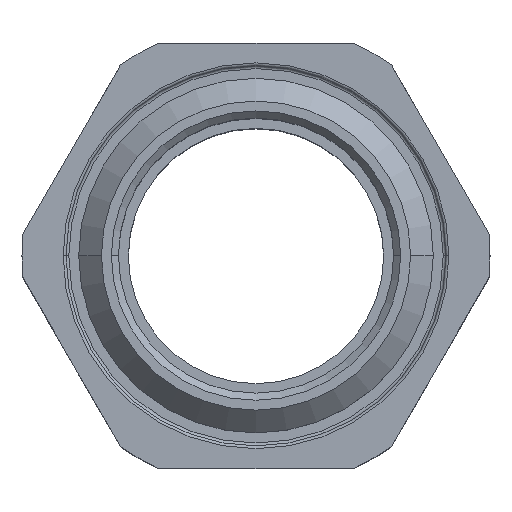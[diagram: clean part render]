
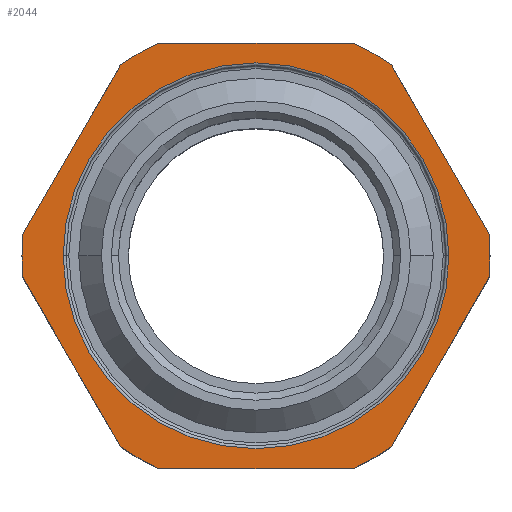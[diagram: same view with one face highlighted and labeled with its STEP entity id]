
A CAD part, top view. The second image highlights one B-rep face of the part: STEP entity #2044.
In plain terms, the highlighted planar face has unit normal (0, 0, 1).
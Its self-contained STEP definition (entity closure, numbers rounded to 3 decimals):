
#9 = DIRECTION ( 'NONE',  ( 1., 0., 0. ) ) ;
#27 = CARTESIAN_POINT ( 'NONE',  ( -16.427, 1.547, 15.7 ) ) ;
#62 = CARTESIAN_POINT ( 'NONE',  ( 8.66, -15., 15.7 ) ) ;
#66 = AXIS2_PLACEMENT_3D ( 'NONE', #2180, #989, #9 ) ;
#67 = VERTEX_POINT ( 'NONE', #27 ) ;
#94 = CARTESIAN_POINT ( 'NONE',  ( 0., 0., 15.7 ) ) ;
#98 = CARTESIAN_POINT ( 'NONE',  ( -16.427, -1.547, 15.7 ) ) ;
#117 = DIRECTION ( 'NONE',  ( 1., 0., 0. ) ) ;
#136 = DIRECTION ( 'NONE',  ( 0., 0., -1. ) ) ;
#140 = CIRCLE ( 'NONE', #2147, 16.5 ) ;
#161 = DIRECTION ( 'NONE',  ( 0., 0., -1. ) ) ;
#236 = ORIENTED_EDGE ( 'NONE', *, *, #362, .T. ) ;
#243 = ORIENTED_EDGE ( 'NONE', *, *, #771, .F. ) ;
#252 = CARTESIAN_POINT ( 'NONE',  ( 0., 0., 15.7 ) ) ;
#256 = CARTESIAN_POINT ( 'NONE',  ( -16.5, 0., 15.7 ) ) ;
#336 = VERTEX_POINT ( 'NONE', #1918 ) ;
#342 = EDGE_CURVE ( 'NONE', #753, #67, #700, .T. ) ;
#362 = EDGE_CURVE ( 'NONE', #1380, #594, #1456, .T. ) ;
#394 = CARTESIAN_POINT ( 'NONE',  ( 0., 0., 15.7 ) ) ;
#397 = CARTESIAN_POINT ( 'NONE',  ( 0., 0., 15.7 ) ) ;
#400 = CARTESIAN_POINT ( 'NONE',  ( 6.874, 15., 15.7 ) ) ;
#404 = CIRCLE ( 'NONE', #1225, 16.5 ) ;
#409 = FACE_BOUND ( 'NONE', #1272, .T. ) ;
#412 = CARTESIAN_POINT ( 'NONE',  ( -8.66, -15., 15.7 ) ) ;
#424 = AXIS2_PLACEMENT_3D ( 'NONE', #394, #1402, #780 ) ;
#427 = CARTESIAN_POINT ( 'NONE',  ( -13.6, 0., 15.7 ) ) ;
#439 = FACE_OUTER_BOUND ( 'NONE', #1761, .T. ) ;
#494 = DIRECTION ( 'NONE',  ( 0., 0., -1. ) ) ;
#502 = VECTOR ( 'NONE', #1690, 1000. ) ;
#522 = CARTESIAN_POINT ( 'NONE',  ( 0., 0., 15.7 ) ) ;
#594 = VERTEX_POINT ( 'NONE', #1029 ) ;
#609 = DIRECTION ( 'NONE',  ( -1., 0., 0. ) ) ;
#621 = AXIS2_PLACEMENT_3D ( 'NONE', #1047, #2050, #2442 ) ;
#648 = CARTESIAN_POINT ( 'NONE',  ( 0., 0., 15.7 ) ) ;
#671 = DIRECTION ( 'NONE',  ( 0., 0., 1. ) ) ;
#674 = DIRECTION ( 'NONE',  ( 1., 0., 0. ) ) ;
#700 = CIRCLE ( 'NONE', #1168, 16.5 ) ;
#713 = ORIENTED_EDGE ( 'NONE', *, *, #1127, .F. ) ;
#746 = DIRECTION ( 'NONE',  ( -0.5, 0.866, 0. ) ) ;
#753 = VERTEX_POINT ( 'NONE', #256 ) ;
#771 = EDGE_CURVE ( 'NONE', #1897, #753, #2055, .T. ) ;
#780 = DIRECTION ( 'NONE',  ( 1., 0., 0. ) ) ;
#831 = EDGE_CURVE ( 'NONE', #1735, #67, #1341, .T. ) ;
#844 = EDGE_CURVE ( 'NONE', #1897, #1284, #2142, .T. ) ;
#851 = CIRCLE ( 'NONE', #2318, 16.5 ) ;
#869 = ORIENTED_EDGE ( 'NONE', *, *, #2239, .F. ) ;
#888 = VECTOR ( 'NONE', #1176, 1000. ) ;
#894 = AXIS2_PLACEMENT_3D ( 'NONE', #94, #671, #117 ) ;
#910 = VECTOR ( 'NONE', #746, 1000. ) ;
#929 = ORIENTED_EDGE ( 'NONE', *, *, #1198, .T. ) ;
#938 = CARTESIAN_POINT ( 'NONE',  ( 17.321, 0., 15.7 ) ) ;
#951 = CARTESIAN_POINT ( 'NONE',  ( -9.553, 13.453, 15.7 ) ) ;
#973 = CIRCLE ( 'NONE', #66, 13.6 ) ;
#989 = DIRECTION ( 'NONE',  ( 0., 0., -1. ) ) ;
#1029 = CARTESIAN_POINT ( 'NONE',  ( 9.553, 13.453, 15.7 ) ) ;
#1047 = CARTESIAN_POINT ( 'NONE',  ( 0., 0., 15.7 ) ) ;
#1067 = ORIENTED_EDGE ( 'NONE', *, *, #1560, .F. ) ;
#1074 = ORIENTED_EDGE ( 'NONE', *, *, #1731, .T. ) ;
#1127 = EDGE_CURVE ( 'NONE', #1735, #336, #851, .T. ) ;
#1148 = ORIENTED_EDGE ( 'NONE', *, *, #1806, .T. ) ;
#1168 = AXIS2_PLACEMENT_3D ( 'NONE', #522, #136, #1323 ) ;
#1170 = ORIENTED_EDGE ( 'NONE', *, *, #1337, .F. ) ;
#1176 = DIRECTION ( 'NONE',  ( 1., 0., 0. ) ) ;
#1198 = EDGE_CURVE ( 'NONE', #1544, #336, #1993, .T. ) ;
#1207 = CARTESIAN_POINT ( 'NONE',  ( -9.553, -13.453, 15.7 ) ) ;
#1225 = AXIS2_PLACEMENT_3D ( 'NONE', #648, #494, #674 ) ;
#1227 = CIRCLE ( 'NONE', #2560, 16.5 ) ;
#1259 = DIRECTION ( 'NONE',  ( 1., 0., 0. ) ) ;
#1272 = EDGE_LOOP ( 'NONE', ( #1074, #2056 ) ) ;
#1284 = VERTEX_POINT ( 'NONE', #1207 ) ;
#1323 = DIRECTION ( 'NONE',  ( 1., 0., 0. ) ) ;
#1337 = EDGE_CURVE ( 'NONE', #2277, #1517, #404, .T. ) ;
#1341 = LINE ( 'NONE', #2316, #502 ) ;
#1380 = VERTEX_POINT ( 'NONE', #2260 ) ;
#1402 = DIRECTION ( 'NONE',  ( 0., 0., -1. ) ) ;
#1435 = EDGE_CURVE ( 'NONE', #2277, #2389, #1480, .T. ) ;
#1456 = LINE ( 'NONE', #938, #910 ) ;
#1463 = VECTOR ( 'NONE', #609, 1000. ) ;
#1480 = LINE ( 'NONE', #62, #1853 ) ;
#1514 = CARTESIAN_POINT ( 'NONE',  ( -17.321, 0., 15.7 ) ) ;
#1517 = VERTEX_POINT ( 'NONE', #2155 ) ;
#1544 = VERTEX_POINT ( 'NONE', #400 ) ;
#1545 = VERTEX_POINT ( 'NONE', #427 ) ;
#1560 = EDGE_CURVE ( 'NONE', #2012, #1284, #1227, .T. ) ;
#1578 = ORIENTED_EDGE ( 'NONE', *, *, #342, .F. ) ;
#1636 = CARTESIAN_POINT ( 'NONE',  ( 8.66, 15., 15.7 ) ) ;
#1646 = DIRECTION ( 'NONE',  ( 0., 0., -1. ) ) ;
#1690 = DIRECTION ( 'NONE',  ( -0.5, -0.866, 0. ) ) ;
#1731 = EDGE_CURVE ( 'NONE', #1845, #1545, #2564, .T. ) ;
#1733 = CARTESIAN_POINT ( 'NONE',  ( 16.427, -1.547, 15.7 ) ) ;
#1735 = VERTEX_POINT ( 'NONE', #951 ) ;
#1761 = EDGE_LOOP ( 'NONE', ( #1148, #1170, #1857, #2566, #236, #869, #929, #713, #2128, #1578, #243, #1781, #1067 ) ) ;
#1781 = ORIENTED_EDGE ( 'NONE', *, *, #844, .T. ) ;
#1789 = DIRECTION ( 'NONE',  ( 1., 0., 0. ) ) ;
#1794 = DIRECTION ( 'NONE',  ( 0., 0., -1. ) ) ;
#1806 = EDGE_CURVE ( 'NONE', #2012, #1517, #1837, .T. ) ;
#1809 = CARTESIAN_POINT ( 'NONE',  ( 13.6, 0., 15.7 ) ) ;
#1820 = CARTESIAN_POINT ( 'NONE',  ( -6.874, -15., 15.7 ) ) ;
#1837 = LINE ( 'NONE', #412, #888 ) ;
#1845 = VERTEX_POINT ( 'NONE', #1809 ) ;
#1853 = VECTOR ( 'NONE', #2040, 1000. ) ;
#1857 = ORIENTED_EDGE ( 'NONE', *, *, #1435, .T. ) ;
#1897 = VERTEX_POINT ( 'NONE', #98 ) ;
#1918 = CARTESIAN_POINT ( 'NONE',  ( -6.874, 15., 15.7 ) ) ;
#1993 = LINE ( 'NONE', #1636, #1463 ) ;
#2012 = VERTEX_POINT ( 'NONE', #1820 ) ;
#2023 = DIRECTION ( 'NONE',  ( 1., 0., 0. ) ) ;
#2040 = DIRECTION ( 'NONE',  ( 0.5, 0.866, 0. ) ) ;
#2044 = ADVANCED_FACE ( 'NONE', ( #409, #439 ), #2181, .T. ) ;
#2050 = DIRECTION ( 'NONE',  ( 0., 0., -1. ) ) ;
#2055 = CIRCLE ( 'NONE', #621, 16.5 ) ;
#2056 = ORIENTED_EDGE ( 'NONE', *, *, #2244, .T. ) ;
#2102 = CIRCLE ( 'NONE', #424, 16.5 ) ;
#2128 = ORIENTED_EDGE ( 'NONE', *, *, #831, .T. ) ;
#2142 = LINE ( 'NONE', #1514, #2491 ) ;
#2147 = AXIS2_PLACEMENT_3D ( 'NONE', #252, #1646, #1259 ) ;
#2150 = DIRECTION ( 'NONE',  ( 1., 0., 0. ) ) ;
#2155 = CARTESIAN_POINT ( 'NONE',  ( 6.874, -15., 15.7 ) ) ;
#2180 = CARTESIAN_POINT ( 'NONE',  ( 0., 0., 15.7 ) ) ;
#2181 = PLANE ( 'NONE',  #894 ) ;
#2183 = DIRECTION ( 'NONE',  ( 0., 0., -1. ) ) ;
#2239 = EDGE_CURVE ( 'NONE', #1544, #594, #2102, .T. ) ;
#2244 = EDGE_CURVE ( 'NONE', #1545, #1845, #973, .T. ) ;
#2260 = CARTESIAN_POINT ( 'NONE',  ( 16.427, 1.547, 15.7 ) ) ;
#2271 = DIRECTION ( 'NONE',  ( 0.5, -0.866, 0. ) ) ;
#2277 = VERTEX_POINT ( 'NONE', #2448 ) ;
#2316 = CARTESIAN_POINT ( 'NONE',  ( -8.66, 15., 15.7 ) ) ;
#2318 = AXIS2_PLACEMENT_3D ( 'NONE', #397, #2183, #1789 ) ;
#2389 = VERTEX_POINT ( 'NONE', #1733 ) ;
#2414 = CARTESIAN_POINT ( 'NONE',  ( 0., 0., 15.7 ) ) ;
#2415 = EDGE_CURVE ( 'NONE', #1380, #2389, #140, .T. ) ;
#2442 = DIRECTION ( 'NONE',  ( 1., 0., 0. ) ) ;
#2448 = CARTESIAN_POINT ( 'NONE',  ( 9.553, -13.453, 15.7 ) ) ;
#2458 = AXIS2_PLACEMENT_3D ( 'NONE', #2524, #161, #2150 ) ;
#2491 = VECTOR ( 'NONE', #2271, 1000. ) ;
#2524 = CARTESIAN_POINT ( 'NONE',  ( 0., 0., 15.7 ) ) ;
#2560 = AXIS2_PLACEMENT_3D ( 'NONE', #2414, #1794, #2023 ) ;
#2564 = CIRCLE ( 'NONE', #2458, 13.6 ) ;
#2566 = ORIENTED_EDGE ( 'NONE', *, *, #2415, .F. ) ;
